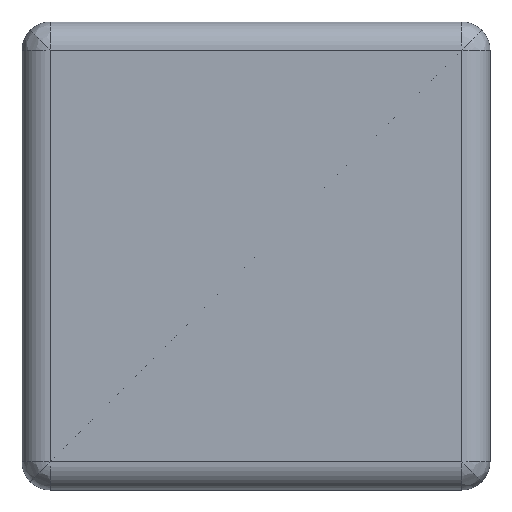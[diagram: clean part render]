
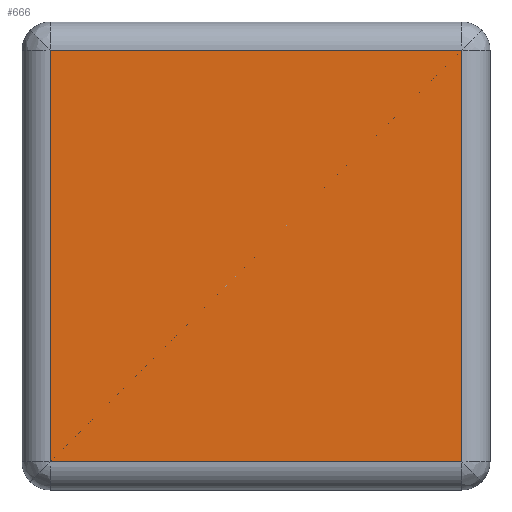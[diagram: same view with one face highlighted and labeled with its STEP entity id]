
A CAD part, front view. The second image highlights one B-rep face of the part: STEP entity #666.
In plain terms, the highlighted planar face has unit normal (0, -1, 0).
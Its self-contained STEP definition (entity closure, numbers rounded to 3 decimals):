
#115=CARTESIAN_POINT('',(-21.9,-4.,-21.9));
#116=VERTEX_POINT('',#115);
#162=CARTESIAN_POINT('',(-21.9,-4.,21.9));
#163=VERTEX_POINT('',#162);
#209=CARTESIAN_POINT('',(21.9,-4.,21.9));
#210=VERTEX_POINT('',#209);
#256=CARTESIAN_POINT('',(21.9,-4.,-21.9));
#257=VERTEX_POINT('',#256);
#635=CARTESIAN_POINT('',(0.,-4.,0.));
#636=DIRECTION('',(0.,0.,-1.));
#637=DIRECTION('',(0.,-1.,0.));
#638=AXIS2_PLACEMENT_3D('',#635,#637,#636);
#639=PLANE('',#638);
#640=CARTESIAN_POINT('',(21.9,-4.,21.9));
#641=DIRECTION('',(-1.,0.,0.));
#642=VECTOR('',#641,43.8);
#643=LINE('',#640,#642);
#644=EDGE_CURVE('',#210,#163,#643,.T.);
#645=ORIENTED_EDGE('',*,*,#644,.T.);
#646=CARTESIAN_POINT('',(-21.9,-4.,21.9));
#647=DIRECTION('',(0.,0.,-1.));
#648=VECTOR('',#647,43.8);
#649=LINE('',#646,#648);
#650=EDGE_CURVE('',#163,#116,#649,.T.);
#651=ORIENTED_EDGE('',*,*,#650,.T.);
#652=CARTESIAN_POINT('',(-21.9,-4.,-21.9));
#653=DIRECTION('',(1.,0.,0.));
#654=VECTOR('',#653,43.8);
#655=LINE('',#652,#654);
#656=EDGE_CURVE('',#116,#257,#655,.T.);
#657=ORIENTED_EDGE('',*,*,#656,.T.);
#658=CARTESIAN_POINT('',(21.9,-4.,-21.9));
#659=DIRECTION('',(0.,0.,1.));
#660=VECTOR('',#659,43.8);
#661=LINE('',#658,#660);
#662=EDGE_CURVE('',#257,#210,#661,.T.);
#663=ORIENTED_EDGE('',*,*,#662,.T.);
#664=EDGE_LOOP('',(#645,#651,#657,#663));
#665=FACE_OUTER_BOUND('',#664,.T.);
#666=ADVANCED_FACE('',(#665),#639,.T.);
